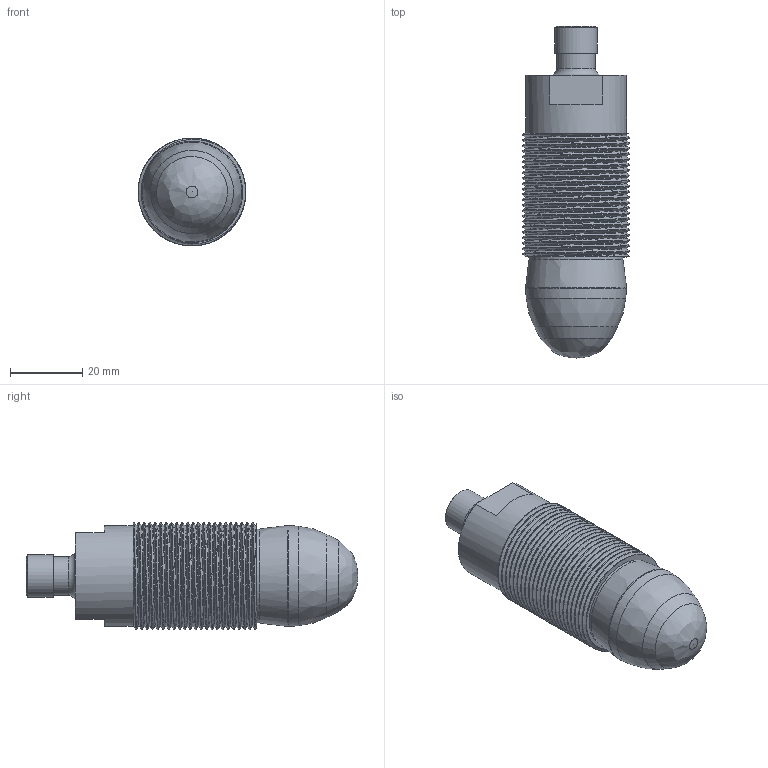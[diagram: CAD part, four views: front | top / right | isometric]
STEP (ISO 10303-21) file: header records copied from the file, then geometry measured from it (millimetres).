
FILE_DESCRIPTION(/* description */ (''),/* implementation_level */ '2;1');
FILE_NAME(/* name */ 'Reach RS485 Rev. C Public v4 v3.step',/* time_stamp */ '2023-04-17T09:19:47+02:00',/* author */ (''),/* organization */ (''),/* preprocessor_version */ 'ST-DEVELOPER v19.2',/* originating_system */ 'Autodesk Translation Framework v12.4.0.73',/* authorisation */ '');
FILE_SCHEMA (('AUTOMOTIVE_DESIGN { 1 0 10303 214 3 1 1 }'));
Length unit declared in the file: millimetre
Products named in the file (2): Reach RS485 Rev. C Public v4; OndoSense Reach
Assembly tree (1 placements, depth 2):
  Reach RS485 Rev. C Public v4
    OndoSense Reach
Bounding box: 29.85 x 92 x 29.85 mm (x, y, z)
Volume: 46112.2 mm3; surface area: 10998.4 mm2
Topology: 1 solids, 7 shells, 700 faces, 1973 edges, 1289 vertices
Faces by surface type: plane 394, bspline 146, cylinder 112, cone 25, torus 23
Full cylindrical faces by diameter (mm): 0.8 x8, 3 x2, 8.45 x1, 8.55 x2, 9.45 x4, 10.741 x2, 11.884 x1, 26.055 x1, 28 x1, 28.132 x22, 29.85 x22
Entity records: 33625 total; most frequent: CARTESIAN_POINT 15604, ORIENTED_EDGE 3944, DIRECTION 3105, EDGE_CURVE 1972, VERTEX_POINT 1289, LINE 1261, VECTOR 1261, AXIS2_PLACEMENT_3D 922
